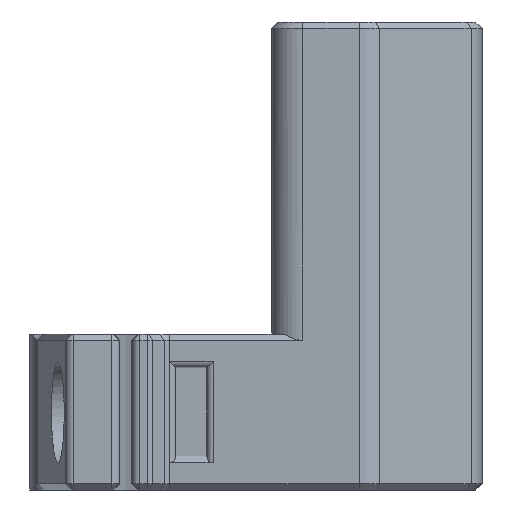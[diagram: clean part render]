
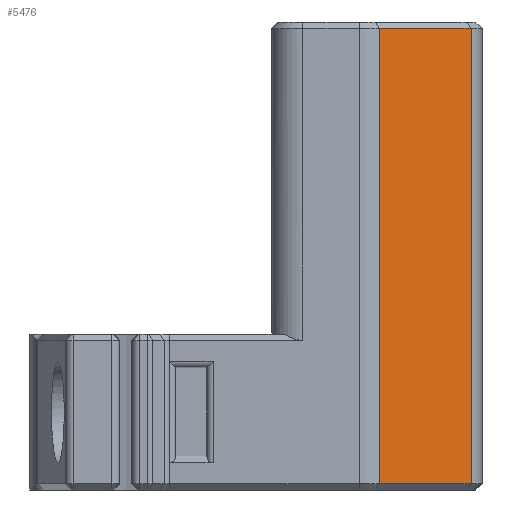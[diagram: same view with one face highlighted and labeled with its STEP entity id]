
A CAD part, left-side view. The second image highlights one B-rep face of the part: STEP entity #5476.
In plain terms, the highlighted planar face has unit normal (-0.766, -0.643, 0).
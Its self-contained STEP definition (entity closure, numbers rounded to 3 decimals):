
#560=FACE_OUTER_BOUND('',#900,.T.);
#900=EDGE_LOOP('',(#4205,#4206,#4207,#4208));
#1310=LINE('',#8372,#1873);
#1337=LINE('',#8452,#1900);
#1366=LINE('',#8543,#1929);
#1367=LINE('',#8545,#1930);
#1873=VECTOR('',#6702,10.);
#1900=VECTOR('',#6791,10.);
#1929=VECTOR('',#6872,10.);
#1930=VECTOR('',#6875,10.);
#2429=VERTEX_POINT('',#8366);
#2430=VERTEX_POINT('',#8370);
#2443=VERTEX_POINT('',#8447);
#2444=VERTEX_POINT('',#8451);
#3007=EDGE_CURVE('',#2430,#2429,#1310,.T.);
#3044=EDGE_CURVE('',#2443,#2444,#1337,.T.);
#3079=EDGE_CURVE('',#2444,#2430,#1366,.T.);
#3080=EDGE_CURVE('',#2429,#2443,#1367,.T.);
#4205=ORIENTED_EDGE('',*,*,#3007,.F.);
#4206=ORIENTED_EDGE('',*,*,#3079,.F.);
#4207=ORIENTED_EDGE('',*,*,#3044,.F.);
#4208=ORIENTED_EDGE('',*,*,#3080,.F.);
#5226=PLANE('',#5906);
#5476=ADVANCED_FACE('',(#560),#5226,.T.);
#5906=AXIS2_PLACEMENT_3D('',#8546,#6876,#6877);
#6702=DIRECTION('',(-0.643,0.766,0.));
#6791=DIRECTION('',(0.643,-0.766,0.));
#6872=DIRECTION('',(0.,0.,-1.));
#6875=DIRECTION('',(0.,0.,1.));
#6876=DIRECTION('center_axis',(-0.766,-0.643,0.));
#6877=DIRECTION('ref_axis',(0.,0.,
1.));
#8366=CARTESIAN_POINT('',(-30.537,-8.524,0.4));
#8370=CARTESIAN_POINT('',(-25.604,-14.402,0.4));
#8372=CARTESIAN_POINT('',(-28.422,-11.044,0.4));
#8447=CARTESIAN_POINT('',(-30.537,-8.524,29.6));
#8451=CARTESIAN_POINT('',(-25.604,-14.402,29.6));
#8452=CARTESIAN_POINT('',(-28.422,-11.044,29.6));
#8543=CARTESIAN_POINT('',(-25.604,-14.402,5.));
#8545=CARTESIAN_POINT('',(-30.537,-8.524,5.));
#8546=CARTESIAN_POINT('Origin',(-28.005,-11.541,5.));
